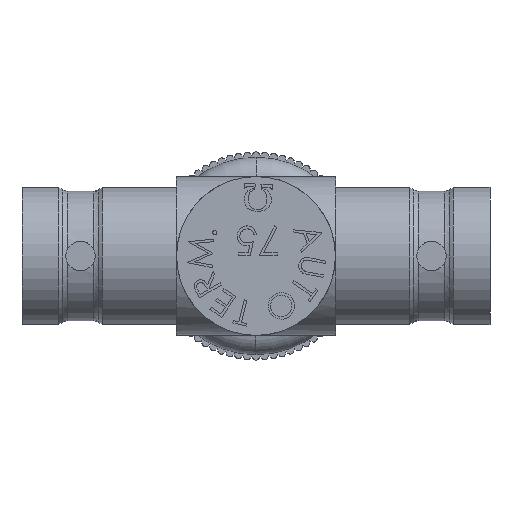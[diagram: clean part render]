
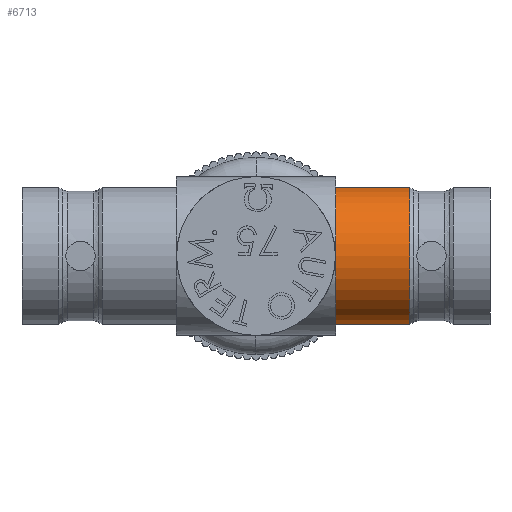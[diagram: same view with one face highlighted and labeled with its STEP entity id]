
A CAD part, left-side view. The second image highlights one B-rep face of the part: STEP entity #6713.
In plain terms, the highlighted cylindrical face has radius 4.763 mm (diameter 9.525 mm), a partial arc.
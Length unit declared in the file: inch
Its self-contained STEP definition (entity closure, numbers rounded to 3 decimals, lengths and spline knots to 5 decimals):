
#6040 = VERTEX_POINT ( 'NONE', #19294 ) ;
#6042 = EDGE_CURVE ( 'NONE', #6040, #6043, #19313, .T. ) ;
#6043 = VERTEX_POINT ( 'NONE', #19327 ) ;
#6605 = EDGE_CURVE ( 'NONE', #6043, #6606, #22953, .T. ) ;
#6606 = VERTEX_POINT ( 'NONE', #22949 ) ;
#6609 = VERTEX_POINT ( 'NONE', #22943 ) ;
#6611 = EDGE_CURVE ( 'NONE', #6040, #6609, #22942, .T. ) ;
#6713 = ADVANCED_FACE ( 'NONE', ( #22187 ), #22203, .T. ) ;
#6714 = EDGE_LOOP ( 'NONE', ( #6715, #6716, #6717, #6719 ) ) ;
#6715 = ORIENTED_EDGE ( 'NONE', *, *, #6605, .F. ) ;
#6716 = ORIENTED_EDGE ( 'NONE', *, *, #6042, .F. ) ;
#6717 = ORIENTED_EDGE ( 'NONE', *, *, #6611, .T. ) ;
#6719 = ORIENTED_EDGE ( 'NONE', *, *, #6720, .F. ) ;
#6720 = EDGE_CURVE ( 'NONE', #6606, #6609, #20650, .T. ) ;
#19294 = CARTESIAN_POINT ( 'NONE',  ( 0., -0.42, 0.1875 ) ) ;
#19304 = CARTESIAN_POINT ( 'NONE',  ( 0., -0.42, 0. ) ) ;
#19311 = DIRECTION ( 'NONE',  ( 0., -1., 0. ) ) ;
#19312 = AXIS2_PLACEMENT_3D ( 'NONE', #19304, #19311, #19329 ) ;
#19313 = CIRCLE ( 'NONE', #19312, 0.1875 ) ;
#19327 = CARTESIAN_POINT ( 'NONE',  ( 0., -0.42, -0.1875 ) ) ;
#19329 = DIRECTION ( 'NONE',  ( 0., 0., -1. ) ) ;
#19564 = DIRECTION ( 'NONE',  ( 0., 0., 1. ) ) ;
#19566 = DIRECTION ( 'NONE',  ( 0., 1., 0. ) ) ;
#20646 = CARTESIAN_POINT ( 'NONE',  ( 0., -0.2175, 0. ) ) ;
#20648 = AXIS2_PLACEMENT_3D ( 'NONE', #20646, #19566, #19564 ) ;
#20650 = CIRCLE ( 'NONE', #20648, 0.1875 ) ;
#22176 = DIRECTION ( 'NONE',  ( 0., 0., 1. ) ) ;
#22177 = DIRECTION ( 'NONE',  ( 0., 1., 0. ) ) ;
#22187 = FACE_OUTER_BOUND ( 'NONE', #6714, .T. ) ;
#22203 = CYLINDRICAL_SURFACE ( 'NONE', #22207, 0.1875 ) ;
#22206 = CARTESIAN_POINT ( 'NONE',  ( 0., -0.64, 0. ) ) ;
#22207 = AXIS2_PLACEMENT_3D ( 'NONE', #22206, #22177, #22176 ) ;
#22939 = DIRECTION ( 'NONE',  ( 0., 1., 0. ) ) ;
#22940 = VECTOR ( 'NONE', #22939, 39.37008 ) ;
#22941 = CARTESIAN_POINT ( 'NONE',  ( 0., -0.64, 0.1875 ) ) ;
#22942 = LINE ( 'NONE', #22941, #22940 ) ;
#22943 = CARTESIAN_POINT ( 'NONE',  ( 0., -0.2175, 0.1875 ) ) ;
#22949 = CARTESIAN_POINT ( 'NONE',  ( 0., -0.2175, -0.1875 ) ) ;
#22950 = DIRECTION ( 'NONE',  ( 0., 1., 0. ) ) ;
#22951 = VECTOR ( 'NONE', #22950, 39.37008 ) ;
#22952 = CARTESIAN_POINT ( 'NONE',  ( 0., -0.64, -0.1875 ) ) ;
#22953 = LINE ( 'NONE', #22952, #22951 ) ;
